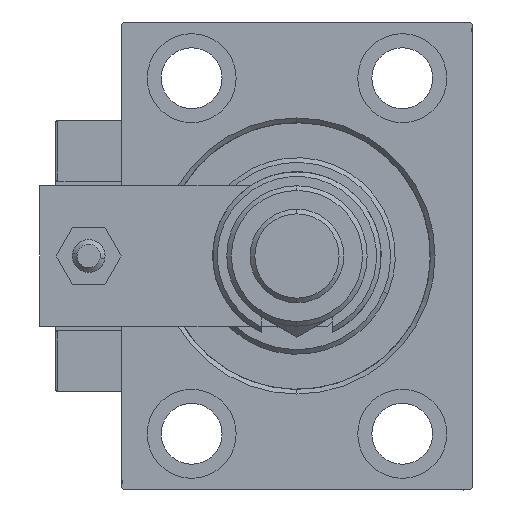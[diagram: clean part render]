
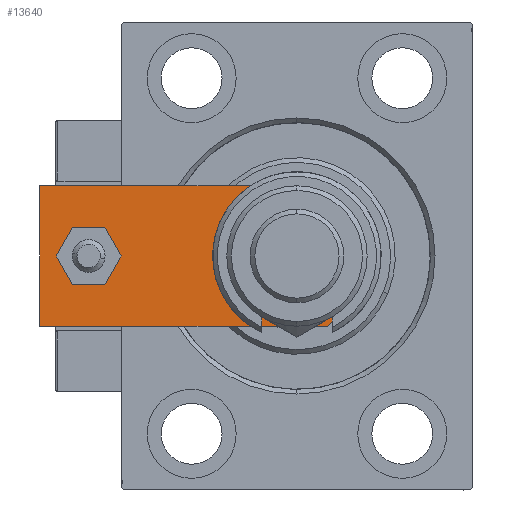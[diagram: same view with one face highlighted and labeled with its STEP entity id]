
A CAD part, left-side view. The second image highlights one B-rep face of the part: STEP entity #13640.
In plain terms, the highlighted face is planar.
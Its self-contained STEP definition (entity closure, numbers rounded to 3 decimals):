
#613 = VERTEX_POINT ( 'NONE', #34117 ) ;
#701 = EDGE_CURVE ( 'NONE', #32488, #5707, #3524, .T. ) ;
#2098 = DIRECTION ( 'NONE',  ( 0., 0., 1. ) ) ;
#3245 = VERTEX_POINT ( 'NONE', #42298 ) ;
#3253 = LINE ( 'NONE', #32787, #48047 ) ;
#3524 = CIRCLE ( 'NONE', #41649, 10. ) ;
#4988 = DIRECTION ( 'NONE',  ( 1., 0., 0. ) ) ;
#5592 = PLANE ( 'NONE',  #19797 ) ;
#5707 = VERTEX_POINT ( 'NONE', #51648 ) ;
#6162 = EDGE_CURVE ( 'NONE', #38433, #31704, #44251, .T. ) ;
#6388 = DIRECTION ( 'NONE',  ( 0., -1., 0. ) ) ;
#6974 = CARTESIAN_POINT ( 'NONE',  ( 0., 15., 8. ) ) ;
#7997 = CARTESIAN_POINT ( 'NONE',  ( 0., 0., 8. ) ) ;
#8973 = CARTESIAN_POINT ( 'NONE',  ( 15., 70., 8. ) ) ;
#9555 = VERTEX_POINT ( 'NONE', #19981 ) ;
#9733 = CARTESIAN_POINT ( 'NONE',  ( -15., 0., 8. ) ) ;
#9970 = CARTESIAN_POINT ( 'NONE',  ( 10., 15., 8. ) ) ;
#13394 = CARTESIAN_POINT ( 'NONE',  ( 0., 59.5, 8. ) ) ;
#13640 = ADVANCED_FACE ( 'NONE', ( #46838, #26218, #42763 ), #5592, .T. ) ;
#13802 = LINE ( 'NONE', #9733, #40870 ) ;
#13908 = ORIENTED_EDGE ( 'NONE', *, *, #52423, .T. ) ;
#15545 = EDGE_CURVE ( 'NONE', #3245, #38433, #41971, .T. ) ;
#17578 = DIRECTION ( 'NONE',  ( 0., 1., 0. ) ) ;
#19026 = CARTESIAN_POINT ( 'NONE',  ( 15., 70., 8. ) ) ;
#19158 = DIRECTION ( 'NONE',  ( 1., 0., 0. ) ) ;
#19195 = ORIENTED_EDGE ( 'NONE', *, *, #19433, .F. ) ;
#19433 = EDGE_CURVE ( 'NONE', #48299, #9555, #21759, .T. ) ;
#19477 = CARTESIAN_POINT ( 'NONE',  ( -15., 8.5, 8. ) ) ;
#19797 = AXIS2_PLACEMENT_3D ( 'NONE', #7997, #48175, #19158 ) ;
#19981 = CARTESIAN_POINT ( 'NONE',  ( -4., 59.5, 8. ) ) ;
#21047 = CARTESIAN_POINT ( 'NONE',  ( 0., 15., 8. ) ) ;
#21759 = CIRCLE ( 'NONE', #33007, 4. ) ;
#21978 = EDGE_CURVE ( 'NONE', #22783, #3245, #26794, .T. ) ;
#22783 = VERTEX_POINT ( 'NONE', #50844 ) ;
#23452 = EDGE_CURVE ( 'NONE', #9555, #48299, #28708, .T. ) ;
#24369 = EDGE_CURVE ( 'NONE', #613, #22783, #13802, .T. ) ;
#24725 = CARTESIAN_POINT ( 'NONE',  ( 4., 59.5, 8. ) ) ;
#26218 = FACE_OUTER_BOUND ( 'NONE', #30802, .T. ) ;
#26293 = DIRECTION ( 'NONE',  ( 1., 0., 0. ) ) ;
#26794 = LINE ( 'NONE', #47157, #28634 ) ;
#27005 = CARTESIAN_POINT ( 'NONE',  ( -15., 70., 8. ) ) ;
#27209 = ORIENTED_EDGE ( 'NONE', *, *, #6162, .T. ) ;
#27832 = AXIS2_PLACEMENT_3D ( 'NONE', #42563, #39030, #29809 ) ;
#28567 = CIRCLE ( 'NONE', #42442, 10. ) ;
#28634 = VECTOR ( 'NONE', #51505, 1000. ) ;
#28708 = CIRCLE ( 'NONE', #27832, 4. ) ;
#28965 = ORIENTED_EDGE ( 'NONE', *, *, #40192, .F. ) ;
#29809 = DIRECTION ( 'NONE',  ( 1., 0., 0. ) ) ;
#30393 = EDGE_CURVE ( 'NONE', #49685, #613, #3253, .T. ) ;
#30802 = EDGE_LOOP ( 'NONE', ( #13908, #33659, #33674, #38004, #53511, #27209 ) ) ;
#31106 = DIRECTION ( 'NONE',  ( 1., 0., 0. ) ) ;
#31704 = VERTEX_POINT ( 'NONE', #43598 ) ;
#32488 = VERTEX_POINT ( 'NONE', #9970 ) ;
#32787 = CARTESIAN_POINT ( 'NONE',  ( -3.25, -3.25, 8. ) ) ;
#33007 = AXIS2_PLACEMENT_3D ( 'NONE', #13394, #46239, #4988 ) ;
#33659 = ORIENTED_EDGE ( 'NONE', *, *, #30393, .T. ) ;
#33674 = ORIENTED_EDGE ( 'NONE', *, *, #24369, .T. ) ;
#33787 = DIRECTION ( 'NONE',  ( 0., 0., 1. ) ) ;
#34117 = CARTESIAN_POINT ( 'NONE',  ( -6.5, 0., 8. ) ) ;
#34363 = CARTESIAN_POINT ( 'NONE',  ( 15., 0., 8. ) ) ;
#35777 = VECTOR ( 'NONE', #48308, 1000. ) ;
#37066 = DIRECTION ( 'NONE',  ( 1., 0., 0. ) ) ;
#37411 = DIRECTION ( 'NONE',  ( 0.707, -0.707, 0. ) ) ;
#38004 = ORIENTED_EDGE ( 'NONE', *, *, #21978, .T. ) ;
#38371 = ORIENTED_EDGE ( 'NONE', *, *, #23452, .F. ) ;
#38433 = VERTEX_POINT ( 'NONE', #8973 ) ;
#39030 = DIRECTION ( 'NONE',  ( 0., 0., 1. ) ) ;
#40192 = EDGE_CURVE ( 'NONE', #5707, #32488, #28567, .T. ) ;
#40870 = VECTOR ( 'NONE', #26293, 1000. ) ;
#41649 = AXIS2_PLACEMENT_3D ( 'NONE', #21047, #33787, #37066 ) ;
#41971 = LINE ( 'NONE', #34363, #51069 ) ;
#42298 = CARTESIAN_POINT ( 'NONE',  ( 15., 8.5, 8. ) ) ;
#42442 = AXIS2_PLACEMENT_3D ( 'NONE', #6974, #2098, #31106 ) ;
#42563 = CARTESIAN_POINT ( 'NONE',  ( 0., 59.5, 8. ) ) ;
#42763 = FACE_BOUND ( 'NONE', #48547, .T. ) ;
#43598 = CARTESIAN_POINT ( 'NONE',  ( -15., 70., 8. ) ) ;
#44251 = LINE ( 'NONE', #19026, #35777 ) ;
#45673 = ORIENTED_EDGE ( 'NONE', *, *, #701, .F. ) ;
#46239 = DIRECTION ( 'NONE',  ( 0., 0., 1. ) ) ;
#46838 = FACE_BOUND ( 'NONE', #48059, .T. ) ;
#47094 = LINE ( 'NONE', #27005, #48012 ) ;
#47157 = CARTESIAN_POINT ( 'NONE',  ( 3.25, -3.25, 8. ) ) ;
#48012 = VECTOR ( 'NONE', #6388, 1000. ) ;
#48047 = VECTOR ( 'NONE', #37411, 1000. ) ;
#48059 = EDGE_LOOP ( 'NONE', ( #38371, #19195 ) ) ;
#48175 = DIRECTION ( 'NONE',  ( 0., 0., 1. ) ) ;
#48299 = VERTEX_POINT ( 'NONE', #24725 ) ;
#48308 = DIRECTION ( 'NONE',  ( -1., 0., 0. ) ) ;
#48547 = EDGE_LOOP ( 'NONE', ( #28965, #45673 ) ) ;
#49685 = VERTEX_POINT ( 'NONE', #19477 ) ;
#50844 = CARTESIAN_POINT ( 'NONE',  ( 6.5, 0., 8. ) ) ;
#51069 = VECTOR ( 'NONE', #17578, 1000. ) ;
#51505 = DIRECTION ( 'NONE',  ( 0.707, 0.707, 0. ) ) ;
#51648 = CARTESIAN_POINT ( 'NONE',  ( -10., 15., 8. ) ) ;
#52423 = EDGE_CURVE ( 'NONE', #31704, #49685, #47094, .T. ) ;
#53511 = ORIENTED_EDGE ( 'NONE', *, *, #15545, .T. ) ;
